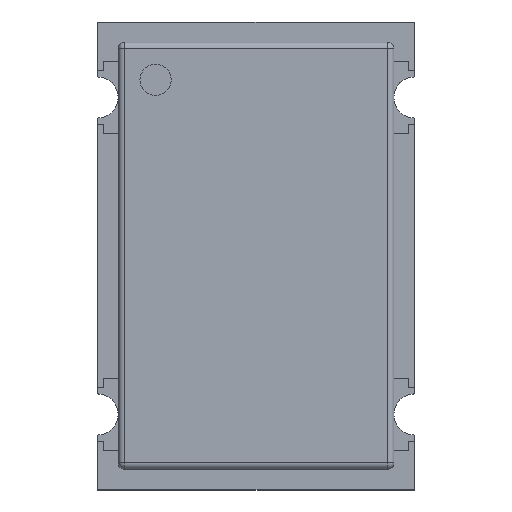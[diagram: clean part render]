
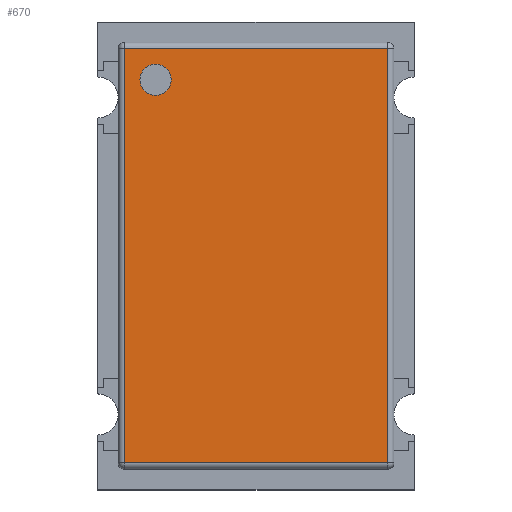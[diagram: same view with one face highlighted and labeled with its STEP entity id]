
A CAD part, top view. The second image highlights one B-rep face of the part: STEP entity #670.
In plain terms, the highlighted planar face has unit normal (0, 0, 1).
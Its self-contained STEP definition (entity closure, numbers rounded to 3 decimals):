
#168=CARTESIAN_POINT('',(-1.36,2.82,2.5));
#169=VERTEX_POINT('',#168);
#178=CARTESIAN_POINT('',(-1.86,2.82,2.5));
#179=VERTEX_POINT('',#178);
#180=CARTESIAN_POINT('',(-1.61,2.82,2.5));
#181=DIRECTION('',(0.0,0.0,-1.0));
#182=DIRECTION('',(1.0,0.0,0.0));
#183=AXIS2_PLACEMENT_3D('',#180,#181,#182);
#184=CIRCLE('',#183,0.25);
#185=EDGE_CURVE('',#179,#169,#184,.T.);
#219=CARTESIAN_POINT('',(-1.61,2.82,2.5));
#220=DIRECTION('',(0.0,0.0,-1.0));
#221=DIRECTION('',(1.0,0.0,0.0));
#222=AXIS2_PLACEMENT_3D('',#219,#220,#221);
#223=CIRCLE('',#222,0.25);
#224=EDGE_CURVE('',#169,#179,#223,.T.);
#255=CARTESIAN_POINT('',(2.11,-3.32,2.5));
#256=VERTEX_POINT('',#255);
#281=CARTESIAN_POINT('',(-2.11,-3.32,2.5));
#282=VERTEX_POINT('',#281);
#325=CARTESIAN_POINT('',(2.11,3.32,2.5));
#326=VERTEX_POINT('',#325);
#351=CARTESIAN_POINT('',(-2.11,3.32,2.5));
#352=VERTEX_POINT('',#351);
#392=CARTESIAN_POINT('',(-2.11,3.32,2.5));
#393=DIRECTION('',(1.0,0.0,0.0));
#394=VECTOR('',#393,4.22);
#395=LINE('',#392,#394);
#396=EDGE_CURVE('',#352,#326,#395,.T.);
#446=CARTESIAN_POINT('',(-2.11,-3.32,2.5));
#447=DIRECTION('',(0.0,1.0,0.0));
#448=VECTOR('',#447,6.64);
#449=LINE('',#446,#448);
#450=EDGE_CURVE('',#282,#352,#449,.T.);
#500=CARTESIAN_POINT('',(2.11,3.32,2.5));
#501=DIRECTION('',(0.0,-1.0,0.0));
#502=VECTOR('',#501,6.64);
#503=LINE('',#500,#502);
#504=EDGE_CURVE('',#326,#256,#503,.T.);
#554=CARTESIAN_POINT('',(2.11,-3.32,2.5));
#555=DIRECTION('',(-1.0,0.0,0.0));
#556=VECTOR('',#555,4.22);
#557=LINE('',#554,#556);
#558=EDGE_CURVE('',#256,#282,#557,.T.);
#655=CARTESIAN_POINT('',(0.,0.,2.5));
#656=DIRECTION('',(0.0,0.0,1.0));
#657=DIRECTION('',(0.0,-1.0,0.0));
#658=AXIS2_PLACEMENT_3D('',#655,#656,#657);
#659=PLANE('',#658);
#660=ORIENTED_EDGE('',*,*,#396,.F.);
#661=ORIENTED_EDGE('',*,*,#450,.F.);
#662=ORIENTED_EDGE('',*,*,#558,.F.);
#663=ORIENTED_EDGE('',*,*,#504,.F.);
#664=EDGE_LOOP('',(#660,#661,#662,#663));
#665=FACE_OUTER_BOUND('',#664,.T.);
#666=ORIENTED_EDGE('',*,*,#224,.T.);
#667=ORIENTED_EDGE('',*,*,#185,.T.);
#668=EDGE_LOOP('',(#666,#667));
#669=FACE_BOUND('',#668,.T.);
#670=ADVANCED_FACE('',(#665,#669),#659,.T.);
